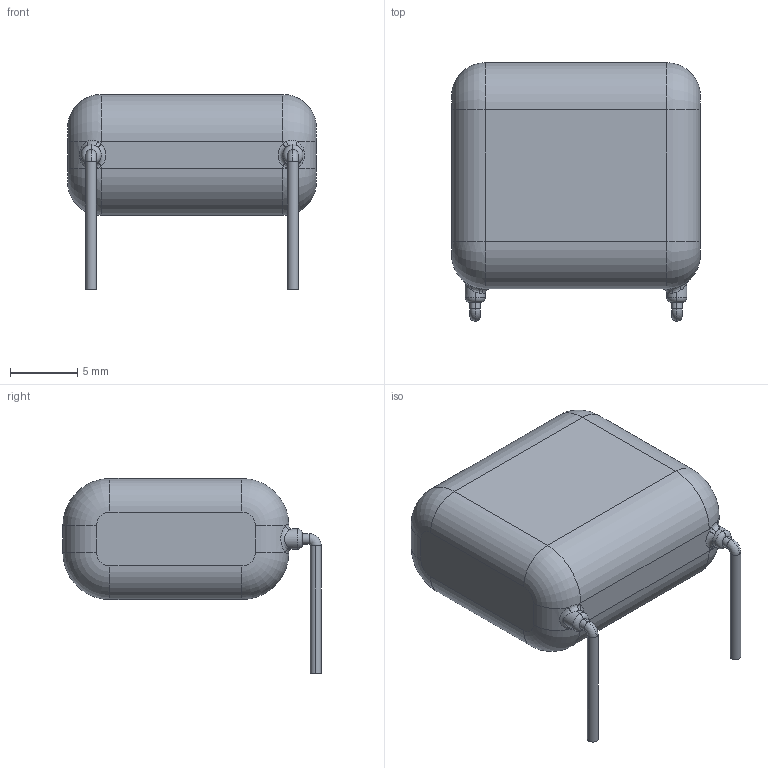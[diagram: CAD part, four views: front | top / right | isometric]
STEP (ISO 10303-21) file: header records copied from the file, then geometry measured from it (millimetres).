
FILE_DESCRIPTION (( 'STEP AP214' ), '1' );
FILE_NAME ('SW3dPS-ECQE(F) 1.5uf 250Vdc 150Vac.STEP', '2009-07-23T03:20:10', ( 'sysAdmin' ), ( 'SolidWorks' ), 'SwSTEP 2.0', 'SolidWorks 2009', '' );
FILE_SCHEMA (( 'AUTOMOTIVE_DESIGN' ));
Length unit declared in the file: millimetre
Products named in the file (1): SW3dPS-ECQE(F) 1.5uf 250Vdc 150Vac
Bounding box: 18.5 x 19.2 x 14.5 mm (x, y, z)
Volume: 2504.7 mm3; surface area: 1084 mm2
Topology: 1 solids, 1 shells, 64 faces, 146 edges, 84 vertices
Faces by surface type: cylinder 28, torus 18, bspline 10, plane 8
Entity records: 2596 total; most frequent: CARTESIAN_POINT 601, DIRECTION 316, ORIENTED_EDGE 292, EDGE_CURVE 146, AXIS2_PLACEMENT_3D 139, VERTEX_POINT 84, CIRCLE 84, ADVANCED_FACE 64
